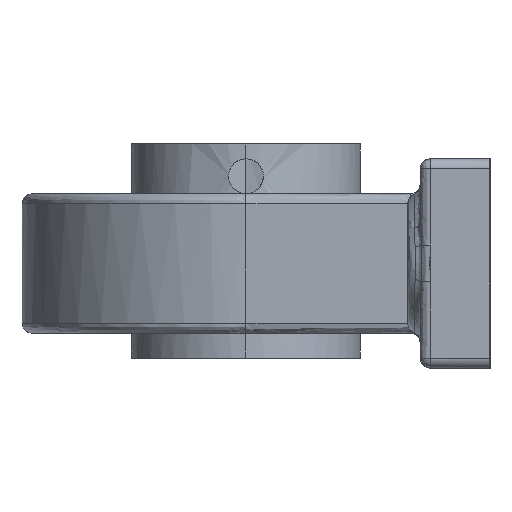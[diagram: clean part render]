
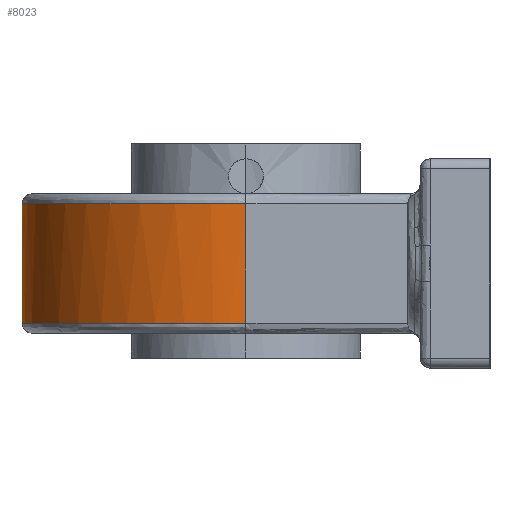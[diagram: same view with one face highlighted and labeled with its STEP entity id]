
A CAD part, left-side view. The second image highlights one B-rep face of the part: STEP entity #8023.
In plain terms, the highlighted free-form (B-spline) face has degree [2, 1] with [5, 2] control points.
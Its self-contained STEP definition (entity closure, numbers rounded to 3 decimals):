
#8023 = ADVANCED_FACE('',(#8024),#8060,.T.);
#8024 = FACE_BOUND('',#8025,.T.);
#8025 = EDGE_LOOP('',(#8026,#8038,#8045,#8055));
#8026 = ORIENTED_EDGE('',*,*,#8027,.F.);
#8027 = EDGE_CURVE('',#8028,#8030,#8032,.T.);
#8028 = VERTEX_POINT('',#8029);
#8029 = CARTESIAN_POINT('',(-54.688,0.,
    14.583));
#8030 = VERTEX_POINT('',#8031);
#8031 = CARTESIAN_POINT('',(54.688,0.,
    14.583));
#8032 = ( BOUNDED_CURVE() B_SPLINE_CURVE(2,(#8033,#8034,#8035,#8036,
#8037),.UNSPECIFIED.,.F.,.F.) B_SPLINE_CURVE_WITH_KNOTS((3,2,3),(0.,
1.571,3.142),.PIECEWISE_BEZIER_KNOTS.) CURVE() 
GEOMETRIC_REPRESENTATION_ITEM() RATIONAL_B_SPLINE_CURVE((1.,
0.707,1.,0.707,1.)) REPRESENTATION_ITEM('') );
#8033 = CARTESIAN_POINT('',(-54.688,0.,
    14.583));
#8034 = CARTESIAN_POINT('',(-54.688,54.688,
    14.583));
#8035 = CARTESIAN_POINT('',(0.,54.688,
    14.583));
#8036 = CARTESIAN_POINT('',(54.688,54.688,
    14.583));
#8037 = CARTESIAN_POINT('',(54.688,0.,
    14.583));
#8038 = ORIENTED_EDGE('',*,*,#8039,.F.);
#8039 = EDGE_CURVE('',#8040,#8028,#8042,.T.);
#8040 = VERTEX_POINT('',#8041);
#8041 = CARTESIAN_POINT('',(-54.688,0.,
    -14.583));
#8042 = B_SPLINE_CURVE_WITH_KNOTS('',1,(#8043,#8044),.UNSPECIFIED.,.F.,
  .F.,(2,2),(0.,24.),.PIECEWISE_BEZIER_KNOTS.);
#8043 = CARTESIAN_POINT('',(-54.688,0.,-14.583));
#8044 = CARTESIAN_POINT('',(-54.688,0.,14.583));
#8045 = ORIENTED_EDGE('',*,*,#8046,.F.);
#8046 = EDGE_CURVE('',#8047,#8040,#8049,.T.);
#8047 = VERTEX_POINT('',#8048);
#8048 = CARTESIAN_POINT('',(54.688,0.,-14.583));
#8049 = ( BOUNDED_CURVE() B_SPLINE_CURVE(2,(#8050,#8051,#8052,#8053,
#8054),.UNSPECIFIED.,.F.,.F.) B_SPLINE_CURVE_WITH_KNOTS((3,2,3),(0.,
1.571,3.142),.PIECEWISE_BEZIER_KNOTS.) CURVE() 
GEOMETRIC_REPRESENTATION_ITEM() RATIONAL_B_SPLINE_CURVE((1.,
0.707,1.,0.707,1.)) REPRESENTATION_ITEM('') );
#8050 = CARTESIAN_POINT('',(54.688,0.,-14.583));
#8051 = CARTESIAN_POINT('',(54.688,54.688,
    -14.583));
#8052 = CARTESIAN_POINT('',(0.,54.688,
    -14.583));
#8053 = CARTESIAN_POINT('',(-54.688,54.688,
    -14.583));
#8054 = CARTESIAN_POINT('',(-54.688,0.,
    -14.583));
#8055 = ORIENTED_EDGE('',*,*,#8056,.F.);
#8056 = EDGE_CURVE('',#8030,#8047,#8057,.T.);
#8057 = B_SPLINE_CURVE_WITH_KNOTS('',1,(#8058,#8059),.UNSPECIFIED.,.F.,
  .F.,(2,2),(0.,24.),.PIECEWISE_BEZIER_KNOTS.);
#8058 = CARTESIAN_POINT('',(54.688,0.,14.583));
#8059 = CARTESIAN_POINT('',(54.688,0.,-14.583));
#8060 = ( BOUNDED_SURFACE() B_SPLINE_SURFACE(2,1,(
    (#8061,#8062)
    ,(#8063,#8064)
    ,(#8065,#8066)
    ,(#8067,#8068)
    ,(#8069,#8070
)),.UNSPECIFIED.,.F.,.F.,.F.) B_SPLINE_SURFACE_WITH_KNOTS((3,2,3),(2,2),
  (3.142,4.712,6.283),(0.,24.),
.PIECEWISE_BEZIER_KNOTS.) GEOMETRIC_REPRESENTATION_ITEM() 
RATIONAL_B_SPLINE_SURFACE((
    (1.,1.)
    ,(0.707,0.707)
    ,(1.,1.)
    ,(0.707,0.707)
,(1.,1.))) REPRESENTATION_ITEM('') SURFACE() );
#8061 = CARTESIAN_POINT('',(54.688,0.,
    14.583));
#8062 = CARTESIAN_POINT('',(54.688,0.,
    -14.583));
#8063 = CARTESIAN_POINT('',(54.688,54.688,
    14.583));
#8064 = CARTESIAN_POINT('',(54.688,54.688,
    -14.583));
#8065 = CARTESIAN_POINT('',(0.,54.688,
    14.583));
#8066 = CARTESIAN_POINT('',(0.,54.688,
    -14.583));
#8067 = CARTESIAN_POINT('',(-54.688,54.688,
    14.583));
#8068 = CARTESIAN_POINT('',(-54.688,54.688,
    -14.583));
#8069 = CARTESIAN_POINT('',(-54.688,0.,
    14.583));
#8070 = CARTESIAN_POINT('',(-54.688,0.,
    -14.583));
